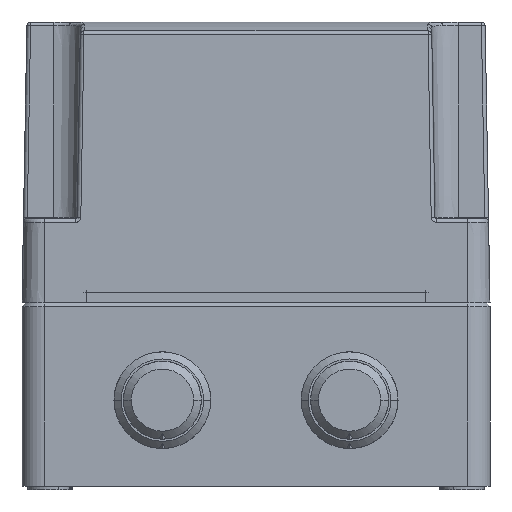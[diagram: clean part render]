
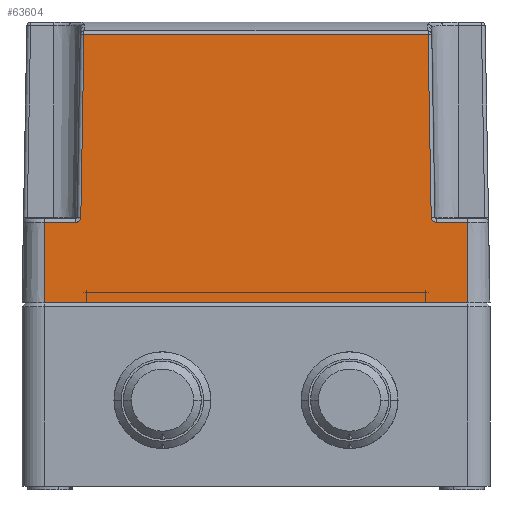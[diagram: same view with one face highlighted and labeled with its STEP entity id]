
A CAD part, left-side view. The second image highlights one B-rep face of the part: STEP entity #63604.
In plain terms, the highlighted planar face has unit normal (-1, 0, 0.018).
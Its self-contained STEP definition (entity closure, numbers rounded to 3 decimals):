
#55024=DIRECTION('',(-0.017,0.,-1.));
#55025=VECTOR('',#55024,21.521);
#55026=CARTESIAN_POINT('',(-124.624,-56.5,
21.517));
#55027=LINE('',#55026,#55025);
#57651=DIRECTION('',(0.,1.,0.));
#57652=VECTOR('',#57651,8.405);
#57653=CARTESIAN_POINT('',(-124.624,48.095,
21.517));
#57654=LINE('',#57653,#57652);
#57664=DIRECTION('',(0.,1.,0.));
#57665=VECTOR('',#57664,113.);
#57666=CARTESIAN_POINT('',(-125.,-56.5,0.));
#57667=LINE('',#57666,#57665);
#57668=DIRECTION('',(0.017,0.017,1.));
#57669=VECTOR('',#57668,48.905);
#57670=CARTESIAN_POINT('',(-124.602,-46.795,
22.795));
#57671=LINE('',#57670,#57669);
#57695=DIRECTION('',(0.,-1.,0.));
#57696=VECTOR('',#57695,91.883);
#57697=CARTESIAN_POINT('',(-123.749,45.942,
71.684));
#57698=LINE('',#57697,#57696);
#57727=DIRECTION('',(-0.017,0.017,-1.));
#57728=VECTOR('',#57727,48.905);
#57729=CARTESIAN_POINT('',(-123.749,45.942,
71.684));
#57730=LINE('',#57729,#57728);
#57740=CARTESIAN_POINT('',(-124.602,46.795,
22.795));
#57741=CARTESIAN_POINT('',(-124.604,46.797,
22.663));
#57742=CARTESIAN_POINT('',(-124.609,46.838,
22.407));
#57743=CARTESIAN_POINT('',(-124.616,47.047,
22.004));
#57744=CARTESIAN_POINT('',(-124.621,47.381,
21.703));
#57745=CARTESIAN_POINT('',(-124.624,47.758,
21.544));
#57746=CARTESIAN_POINT('',(-124.624,47.984,
21.517));
#57747=CARTESIAN_POINT('',(-124.624,48.095,
21.517));
#57854=DIRECTION('',(0.017,0.,1.));
#57855=VECTOR('',#57854,21.521);
#57856=CARTESIAN_POINT('',(-125.,56.5,0.));
#57857=LINE('',#57856,#57855);
#58489=CARTESIAN_POINT('',(-124.624,-48.095,
21.517));
#58490=CARTESIAN_POINT('',(-124.624,-47.984,
21.517));
#58491=CARTESIAN_POINT('',(-124.624,-47.758,
21.544));
#58492=CARTESIAN_POINT('',(-124.621,-47.38,
21.703));
#58493=CARTESIAN_POINT('',(-124.616,-47.047,
22.004));
#58494=CARTESIAN_POINT('',(-124.609,-46.838,
22.407));
#58495=CARTESIAN_POINT('',(-124.604,-46.797,
22.663));
#58496=CARTESIAN_POINT('',(-124.602,-46.795,
22.795));
#58512=DIRECTION('',(0.,1.,0.));
#58513=VECTOR('',#58512,8.405);
#58514=CARTESIAN_POINT('',(-124.624,-56.5,
21.517));
#58515=LINE('',#58514,#58513);
#58850=CARTESIAN_POINT('',(-125.,56.5,0.));
#58852=VERTEX_POINT('',#58850);
#58859=CARTESIAN_POINT('',(-125.,-56.5,0.));
#58861=VERTEX_POINT('',#58859);
#59226=CARTESIAN_POINT('',(-124.602,-46.795,
22.795));
#59227=CARTESIAN_POINT('',(-123.749,-45.942,
71.684));
#59228=VERTEX_POINT('',#59226);
#59229=VERTEX_POINT('',#59227);
#59238=CARTESIAN_POINT('',(-123.749,45.942,
71.684));
#59239=VERTEX_POINT('',#59238);
#59240=CARTESIAN_POINT('',(-124.602,46.795,
22.795));
#59241=VERTEX_POINT('',#59240);
#59246=VERTEX_POINT('',#57747);
#59248=CARTESIAN_POINT('',(-124.624,56.5,
21.517));
#59249=VERTEX_POINT('',#59248);
#59358=CARTESIAN_POINT('',(-124.624,-56.5,21.517));
#59359=VERTEX_POINT('',#59358);
#59362=CARTESIAN_POINT('',(-124.624,-48.095,
21.517));
#59363=VERTEX_POINT('',#59362);
#63580=CARTESIAN_POINT('',(-125.,-66.984,0.));
#63581=DIRECTION('',(-1.,0.,0.017));
#63582=DIRECTION('',(0.,1.,0.));
#63583=AXIS2_PLACEMENT_3D('',#63580,#63581,#63582);
#63584=PLANE('',#63583);
#63586=ORIENTED_EDGE('',*,*,#63585,.F.);
#63588=ORIENTED_EDGE('',*,*,#63587,.F.);
#63590=ORIENTED_EDGE('',*,*,#63589,.F.);
#63591=ORIENTED_EDGE('',*,*,#59695,.T.);
#63592=ORIENTED_EDGE('',*,*,#59711,.T.);
#63594=ORIENTED_EDGE('',*,*,#63593,.T.);
#63595=ORIENTED_EDGE('',*,*,#63570,.F.);
#63597=ORIENTED_EDGE('',*,*,#63596,.F.);
#63599=ORIENTED_EDGE('',*,*,#63598,.F.);
#63601=ORIENTED_EDGE('',*,*,#63600,.T.);
#63602=EDGE_LOOP('',(#63586,#63588,#63590,#63591,#63592,#63594,#63595,#63597,
#63599,#63601));
#63603=FACE_OUTER_BOUND('',#63602,.F.);
#57748=B_SPLINE_CURVE_WITH_KNOTS('',3,(#57740,#57741,#57742,#57743,#57744,
#57745,#57746,#57747),.UNSPECIFIED.,.F.,.F.,(4,1,1,1,1,4),(0.,0.2,0.4,
0.6,0.8,1.),.UNSPECIFIED.);
#58497=B_SPLINE_CURVE_WITH_KNOTS('',3,(#58489,#58490,#58491,#58492,#58493,
#58494,#58495,#58496),.UNSPECIFIED.,.F.,.F.,(4,1,1,1,1,4),(0.,0.2,0.4,
0.6,0.8,1.),.UNSPECIFIED.);
#59695=EDGE_CURVE('',#59359,#58861,#55027,.T.);
#59711=EDGE_CURVE('',#58861,#58852,#57667,.T.);
#63570=EDGE_CURVE('',#59246,#59249,#57654,.T.);
#63585=EDGE_CURVE('',#59228,#59229,#57671,.T.);
#63587=EDGE_CURVE('',#59363,#59228,#58497,.T.);
#63589=EDGE_CURVE('',#59359,#59363,#58515,.T.);
#63593=EDGE_CURVE('',#58852,#59249,#57857,.T.);
#63596=EDGE_CURVE('',#59241,#59246,#57748,.T.);
#63598=EDGE_CURVE('',#59239,#59241,#57730,.T.);
#63600=EDGE_CURVE('',#59239,#59229,#57698,.T.);
#63604=ADVANCED_FACE('',(#63603),#63584,.T.);
